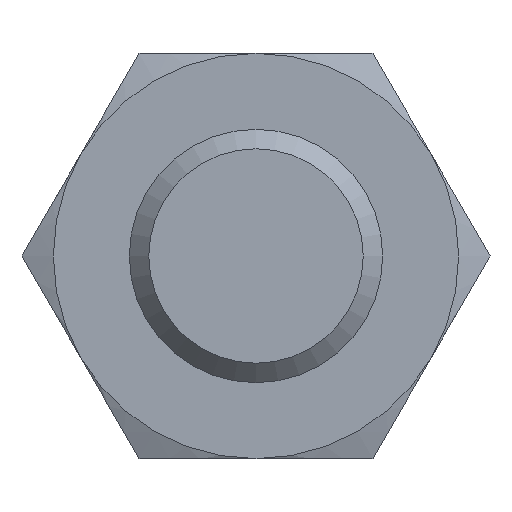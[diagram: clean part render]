
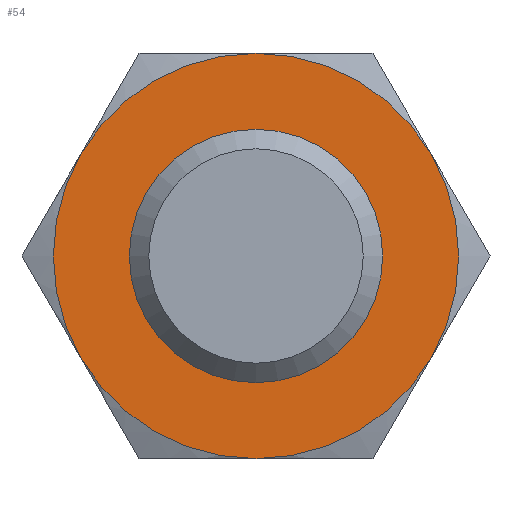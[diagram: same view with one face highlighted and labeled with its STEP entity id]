
A CAD part, front view. The second image highlights one B-rep face of the part: STEP entity #54.
In plain terms, the highlighted planar face has unit normal (0, -1, 0).
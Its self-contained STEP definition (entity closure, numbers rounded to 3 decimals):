
#54 = ADVANCED_FACE( '', ( #125, #126 ), #127, .F. );
#125 = FACE_BOUND( '', #216, .T. );
#126 = FACE_OUTER_BOUND( '', #217, .T. );
#127 = PLANE( '', #218 );
#216 = EDGE_LOOP( '', ( #312 ) );
#217 = EDGE_LOOP( '', ( #313, #314, #315, #316, #317, #318 ) );
#218 = AXIS2_PLACEMENT_3D( '', #319, #320, #321 );
#312 = ORIENTED_EDGE( '', *, *, #506, .F. );
#313 = ORIENTED_EDGE( '', *, *, #507, .T. );
#314 = ORIENTED_EDGE( '', *, *, #502, .T. );
#315 = ORIENTED_EDGE( '', *, *, #508, .T. );
#316 = ORIENTED_EDGE( '', *, *, #509, .T. );
#317 = ORIENTED_EDGE( '', *, *, #510, .T. );
#318 = ORIENTED_EDGE( '', *, *, #511, .T. );
#319 = CARTESIAN_POINT( '', ( 16., 0., 0. ) );
#320 = DIRECTION( '', ( 0., 1., 0. ) );
#321 = DIRECTION( '', ( 0., 0., 1. ) );
#502 = EDGE_CURVE( '', #582, #583, #584, .T. );
#506 = EDGE_CURVE( '', #589, #589, #590, .T. );
#507 = EDGE_CURVE( '', #572, #582, #591, .T. );
#508 = EDGE_CURVE( '', #583, #592, #593, .T. );
#509 = EDGE_CURVE( '', #592, #594, #595, .T. );
#510 = EDGE_CURVE( '', #594, #596, #597, .T. );
#511 = EDGE_CURVE( '', #596, #572, #598, .T. );
#572 = VERTEX_POINT( '', #677 );
#582 = VERTEX_POINT( '', #708 );
#583 = VERTEX_POINT( '', #709 );
#584 = CIRCLE( '', #710, 16. );
#589 = VERTEX_POINT( '', #725 );
#590 = CIRCLE( '', #726, 8.2 );
#591 = CIRCLE( '', #727, 16. );
#592 = VERTEX_POINT( '', #728 );
#593 = CIRCLE( '', #729, 16. );
#594 = VERTEX_POINT( '', #730 );
#595 = CIRCLE( '', #731, 16. );
#596 = VERTEX_POINT( '', #732 );
#597 = CIRCLE( '', #733, 16. );
#598 = CIRCLE( '', #734, 16. );
#677 = CARTESIAN_POINT( '', ( 0., 0., -16. ) );
#708 = CARTESIAN_POINT( '', ( 13.856, 0., -8. ) );
#709 = CARTESIAN_POINT( '', ( 13.856, 0., 8. ) );
#710 = AXIS2_PLACEMENT_3D( '', #904, #905, #906 );
#725 = CARTESIAN_POINT( '', ( 0., 0., -8.2 ) );
#726 = AXIS2_PLACEMENT_3D( '', #907, #908, #909 );
#727 = AXIS2_PLACEMENT_3D( '', #910, #911, #912 );
#728 = CARTESIAN_POINT( '', ( 0., 0., 16. ) );
#729 = AXIS2_PLACEMENT_3D( '', #913, #914, #915 );
#730 = CARTESIAN_POINT( '', ( -13.856, 0., 8. ) );
#731 = AXIS2_PLACEMENT_3D( '', #916, #917, #918 );
#732 = CARTESIAN_POINT( '', ( -13.856, 0., -8. ) );
#733 = AXIS2_PLACEMENT_3D( '', #919, #920, #921 );
#734 = AXIS2_PLACEMENT_3D( '', #922, #923, #924 );
#904 = CARTESIAN_POINT( '', ( 0., 0., 0. ) );
#905 = DIRECTION( '', ( 0., -1., 0. ) );
#906 = DIRECTION( '', ( 0., 0., -1. ) );
#907 = CARTESIAN_POINT( '', ( 0., 0., 0. ) );
#908 = DIRECTION( '', ( 0., -1., 0. ) );
#909 = DIRECTION( '', ( 0., 0., -1. ) );
#910 = CARTESIAN_POINT( '', ( 0., 0., 0. ) );
#911 = DIRECTION( '', ( 0., -1., 0. ) );
#912 = DIRECTION( '', ( 0., 0., -1. ) );
#913 = CARTESIAN_POINT( '', ( 0., 0., 0. ) );
#914 = DIRECTION( '', ( 0., -1., 0. ) );
#915 = DIRECTION( '', ( 0., 0., -1. ) );
#916 = CARTESIAN_POINT( '', ( 0., 0., 0. ) );
#917 = DIRECTION( '', ( 0., -1., 0. ) );
#918 = DIRECTION( '', ( 0., 0., -1. ) );
#919 = CARTESIAN_POINT( '', ( 0., 0., 0. ) );
#920 = DIRECTION( '', ( 0., -1., 0. ) );
#921 = DIRECTION( '', ( 0., 0., -1. ) );
#922 = CARTESIAN_POINT( '', ( 0., 0., 0. ) );
#923 = DIRECTION( '', ( 0., -1., 0. ) );
#924 = DIRECTION( '', ( 0., 0., -1. ) );
